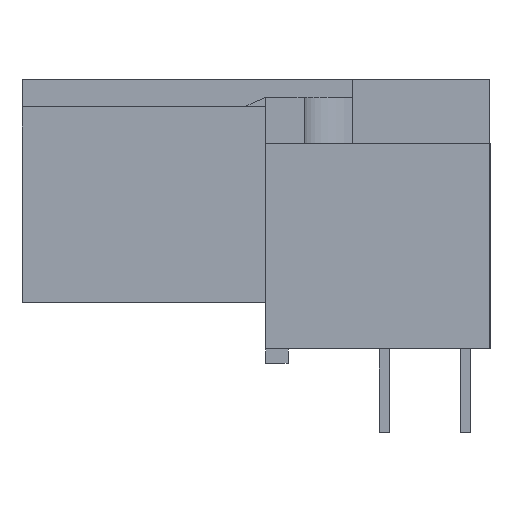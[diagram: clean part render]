
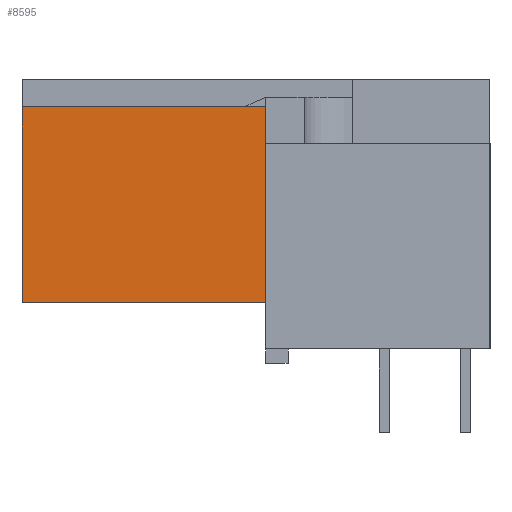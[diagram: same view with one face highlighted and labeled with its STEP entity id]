
A CAD part, left-side view. The second image highlights one B-rep face of the part: STEP entity #8595.
In plain terms, the highlighted free-form (B-spline) face has degree [1, 1] with [2, 2] control points.
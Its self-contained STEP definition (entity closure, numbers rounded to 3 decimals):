
#8333=CARTESIAN_POINT('',(-15.,4.97,7.55));
#8334=VERTEX_POINT('',#8333);
#8335=CARTESIAN_POINT('',(-15.,12.57,7.55));
#8336=VERTEX_POINT('',#8335);
#8337=CARTESIAN_POINT('',(-15.,4.97,7.55));
#8338=DIRECTION('',(0.0,1.0,0.0));
#8339=VECTOR('',#8338,7.6);
#8340=LINE('',#8337,#8339);
#8341=EDGE_CURVE('',#8334,#8336,#8340,.T.);
#8373=CARTESIAN_POINT('',(-15.,12.57,1.45));
#8374=VERTEX_POINT('',#8373);
#8375=CARTESIAN_POINT('',(-15.,4.97,1.45));
#8376=VERTEX_POINT('',#8375);
#8377=CARTESIAN_POINT('',(-15.,12.57,1.45));
#8378=DIRECTION('',(0.0,-1.0,0.0));
#8379=VECTOR('',#8378,7.6);
#8380=LINE('',#8377,#8379);
#8381=EDGE_CURVE('',#8374,#8376,#8380,.T.);
#8420=CARTESIAN_POINT('',(-15.,4.97,7.55));
#8421=DIRECTION('',(0.0,0.0,-1.0));
#8422=VECTOR('',#8421,6.1);
#8423=LINE('',#8420,#8422);
#8424=EDGE_CURVE('',#8334,#8376,#8423,.T.);
#8452=CARTESIAN_POINT('',(-15.,12.57,7.55));
#8453=DIRECTION('',(0.0,0.0,-1.0));
#8454=VECTOR('',#8453,6.1);
#8455=LINE('',#8452,#8454);
#8456=EDGE_CURVE('',#8336,#8374,#8455,.T.);
#8584=CARTESIAN_POINT('',(-15.,12.57,1.45));
#8585=CARTESIAN_POINT('',(-15.,12.57,7.55));
#8586=CARTESIAN_POINT('',(-15.,4.97,1.45));
#8587=CARTESIAN_POINT('',(-15.,4.97,7.55));
#8588=B_SPLINE_SURFACE_WITH_KNOTS('',1,1,((#8584,#8586),(#8585,#8587)),.UNSPECIFIED.,.F.,.F.,.U.,(2,2),(2,2),(0.0,6.1),(0.0,7.6),.UNSPECIFIED.);
#8589=ORIENTED_EDGE('',*,*,#8424,.F.);
#8590=ORIENTED_EDGE('',*,*,#8341,.T.);
#8591=ORIENTED_EDGE('',*,*,#8456,.T.);
#8592=ORIENTED_EDGE('',*,*,#8381,.T.);
#8593=EDGE_LOOP('',(#8589,#8590,#8591,#8592));
#8594=FACE_OUTER_BOUND('',#8593,.T.);
#8595=ADVANCED_FACE('',(#8594),#8588,.F.);
